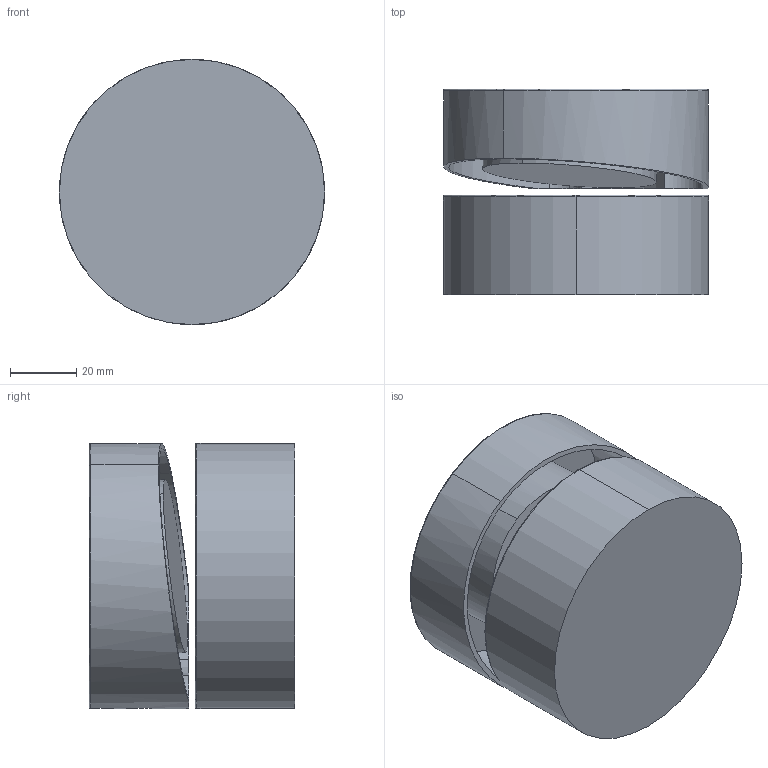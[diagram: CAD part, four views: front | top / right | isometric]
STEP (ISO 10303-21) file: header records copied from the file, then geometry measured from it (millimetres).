
FILE_DESCRIPTION (( 'STEP AP214' ), '1' );
FILE_NAME ('MANETA MONOMANDO.STEP', '2019-06-17T07:13:38', ( '' ), ( '' ), 'SwSTEP 2.0', 'SolidWorks 2016', '' );
FILE_SCHEMA (( 'AUTOMOTIVE_DESIGN' ));
Length unit declared in the file: millimetre
Products named in the file (1): MANETA MONOMANDO
Bounding box: 80 x 62 x 80 mm (x, y, z)
Volume: 224436.1 mm3; surface area: 47124.5 mm2
Topology: 2 solids, 3 shells, 50 faces, 125 edges, 82 vertices
Faces by surface type: cylinder 22, plane 22, torus 4, bspline 2
Entity records: 2718 total; most frequent: CARTESIAN_POINT 942, ORIENTED_EDGE 250, DIRECTION 247, EDGE_CURVE 125, AXIS2_PLACEMENT_3D 93, VERTEX_POINT 82, VECTOR 61, LINE 61
